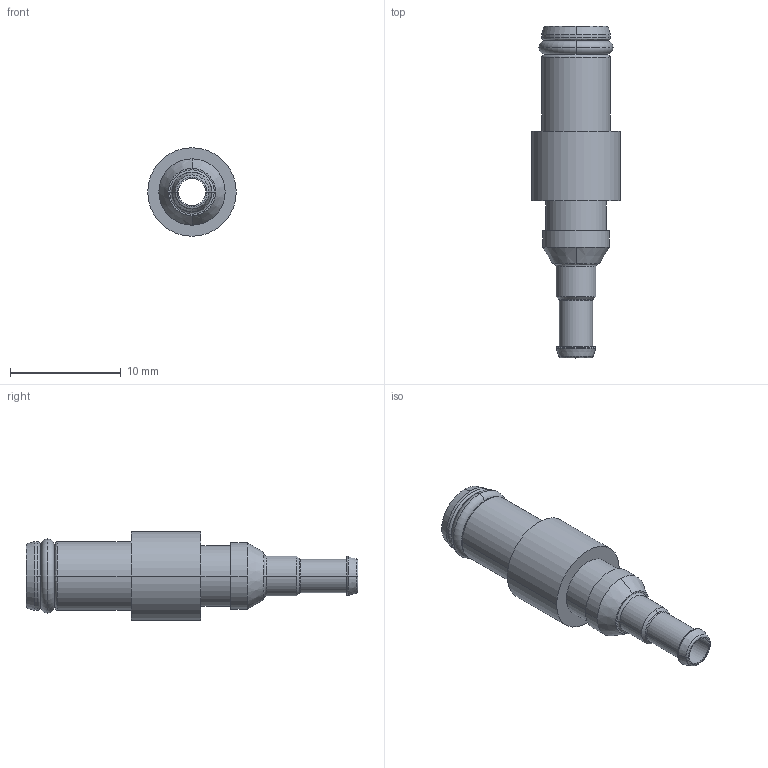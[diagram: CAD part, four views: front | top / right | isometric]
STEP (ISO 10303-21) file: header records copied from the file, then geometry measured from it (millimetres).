
FILE_DESCRIPTION (( 'STEP AP214' ), '1' );
FILE_NAME ('21085~0.STEP', '2019-09-02T13:54:49', ( '' ), ( '' ), 'SwSTEP 2.0', 'SolidWorks 2018', '' );
FILE_SCHEMA (( 'AUTOMOTIVE_DESIGN' ));
Length unit declared in the file: millimetre
Products named in the file (1): 21085~0
Bounding box: 8 x 30 x 8 mm (x, y, z)
Volume: 663.6 mm3; surface area: 930.7 mm2
Topology: 2 solids, 2 shells, 59 faces, 134 edges, 82 vertices
Faces by surface type: cylinder 18, bspline 16, cone 12, plane 7, torus 6
Entity records: 2654 total; most frequent: CARTESIAN_POINT 662, DIRECTION 314, ORIENTED_EDGE 268, AXIS2_PLACEMENT_3D 142, EDGE_CURVE 134, CIRCLE 98, VERTEX_POINT 82, EDGE_LOOP 66
